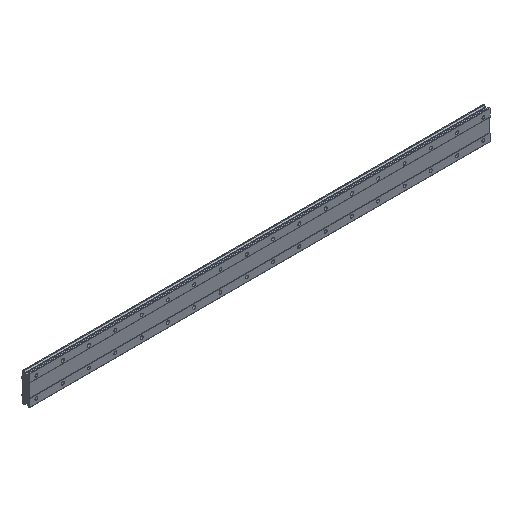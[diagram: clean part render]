
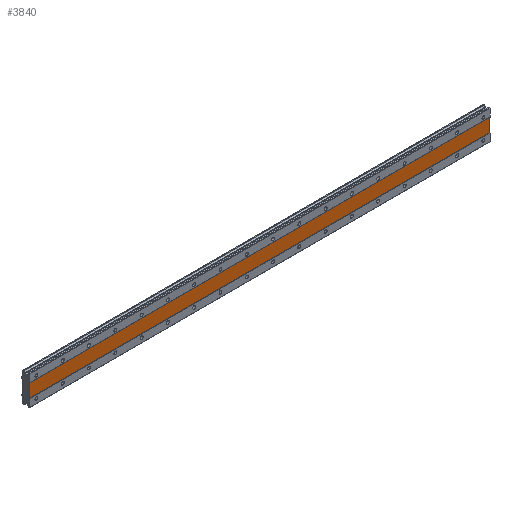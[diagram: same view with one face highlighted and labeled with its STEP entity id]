
A CAD part, isometric view. The second image highlights one B-rep face of the part: STEP entity #3840.
In plain terms, the highlighted planar face has unit normal (0, -1, 0).
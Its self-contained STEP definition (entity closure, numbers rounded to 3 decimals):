
#145 = EDGE_CURVE ( 'NONE', #810, #4367, #631, .T. ) ;
#620 = LINE ( 'NONE', #6364, #960 ) ;
#631 = LINE ( 'NONE', #4340, #3039 ) ;
#694 = CARTESIAN_POINT ( 'NONE',  ( 1380., 1., 20. ) ) ;
#810 = VERTEX_POINT ( 'NONE', #1278 ) ;
#910 = LINE ( 'NONE', #1451, #2293 ) ;
#960 = VECTOR ( 'NONE', #2694, 1000. ) ;
#1209 = FACE_OUTER_BOUND ( 'NONE', #4021, .T. ) ;
#1278 = CARTESIAN_POINT ( 'NONE',  ( 1380., 1., -20. ) ) ;
#1303 = LINE ( 'NONE', #5382, #5767 ) ;
#1341 = EDGE_CURVE ( 'NONE', #5120, #3932, #620, .T. ) ;
#1451 = CARTESIAN_POINT ( 'NONE',  ( -20., 1., 20. ) ) ;
#1526 = CARTESIAN_POINT ( 'NONE',  ( 1380., 1., 20. ) ) ;
#1532 = ORIENTED_EDGE ( 'NONE', *, *, #3075, .F. ) ;
#1743 = DIRECTION ( 'NONE',  ( -1., 0., 0. ) ) ;
#1943 = ORIENTED_EDGE ( 'NONE', *, *, #1341, .F. ) ;
#2293 = VECTOR ( 'NONE', #2435, 1000. ) ;
#2435 = DIRECTION ( 'NONE',  ( 0., 0., 1. ) ) ;
#2694 = DIRECTION ( 'NONE',  ( 1., 0., 0. ) ) ;
#2747 = AXIS2_PLACEMENT_3D ( 'NONE', #694, #4301, #2768 ) ;
#2768 = DIRECTION ( 'NONE',  ( 0., 0., 1. ) ) ;
#3039 = VECTOR ( 'NONE', #1743, 1000. ) ;
#3075 = EDGE_CURVE ( 'NONE', #4367, #5120, #910, .T. ) ;
#3161 = ORIENTED_EDGE ( 'NONE', *, *, #3352, .F. ) ;
#3204 = ORIENTED_EDGE ( 'NONE', *, *, #145, .F. ) ;
#3352 = EDGE_CURVE ( 'NONE', #3932, #810, #1303, .T. ) ;
#3499 = CARTESIAN_POINT ( 'NONE',  ( -20., 1., -20. ) ) ;
#3840 = ADVANCED_FACE ( 'NONE', ( #1209 ), #6401, .F. ) ;
#3932 = VERTEX_POINT ( 'NONE', #1526 ) ;
#3933 = DIRECTION ( 'NONE',  ( 0., 0., -1. ) ) ;
#4021 = EDGE_LOOP ( 'NONE', ( #3204, #3161, #1943, #1532 ) ) ;
#4301 = DIRECTION ( 'NONE',  ( 0., 1., 0. ) ) ;
#4340 = CARTESIAN_POINT ( 'NONE',  ( 1380., 1., -20. ) ) ;
#4367 = VERTEX_POINT ( 'NONE', #3499 ) ;
#5120 = VERTEX_POINT ( 'NONE', #6470 ) ;
#5382 = CARTESIAN_POINT ( 'NONE',  ( 1380., 1., 20. ) ) ;
#5767 = VECTOR ( 'NONE', #3933, 1000. ) ;
#6364 = CARTESIAN_POINT ( 'NONE',  ( 1380., 1., 20. ) ) ;
#6401 = PLANE ( 'NONE',  #2747 ) ;
#6470 = CARTESIAN_POINT ( 'NONE',  ( -20., 1., 20. ) ) ;
